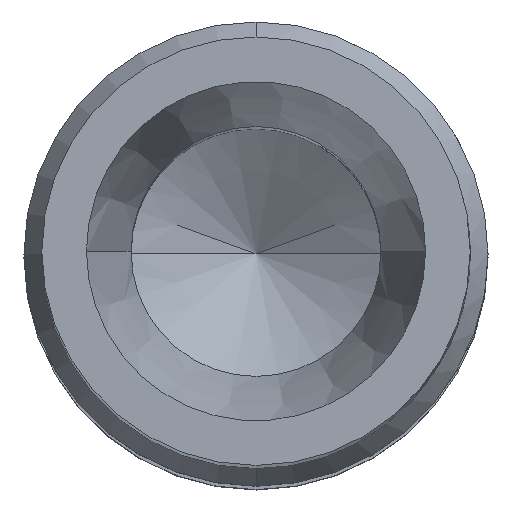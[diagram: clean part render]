
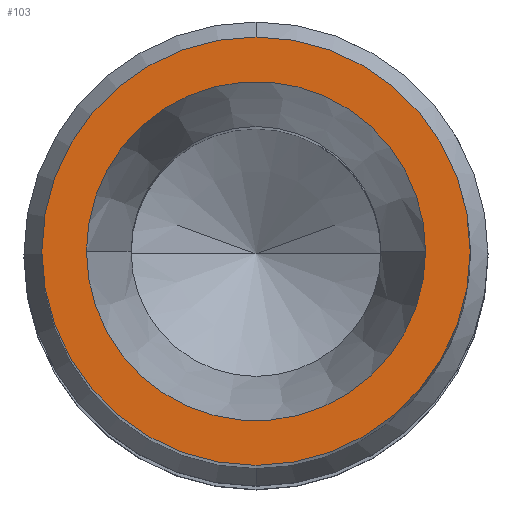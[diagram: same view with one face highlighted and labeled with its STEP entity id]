
A CAD part, top view. The second image highlights one B-rep face of the part: STEP entity #103.
In plain terms, the highlighted planar face has unit normal (0, 0, 1).
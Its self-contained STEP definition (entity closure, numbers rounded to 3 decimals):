
#35=AXIS2_PLACEMENT_3D('Plane Axis2P3D',#32,#33,#34) ;
#39=AXIS2_PLACEMENT_3D('Circle Axis2P3D',#37,#38,$) ;
#48=AXIS2_PLACEMENT_3D('Circle Axis2P3D',#46,#47,$) ;
#32=CARTESIAN_POINT('Axis2P3D Location',(0.65,0.65,19.7)) ;
#37=CARTESIAN_POINT('Axis2P3D Location',(0.65,0.65,19.7)) ;
#41=CARTESIAN_POINT('Vertex',(0.65,1.25,19.7)) ;
#43=CARTESIAN_POINT('Vertex',(0.65,0.05,19.7)) ;
#46=CARTESIAN_POINT('Axis2P3D Location',(0.65,0.65,19.7)) ;
#56=CARTESIAN_POINT('Control Point',(0.175,0.65,19.7)) ;
#57=CARTESIAN_POINT('Control Point',(0.175,0.718,19.7)) ;
#58=CARTESIAN_POINT('Control Point',(0.187,0.785,19.7)) ;
#59=CARTESIAN_POINT('Control Point',(0.211,0.85,19.7)) ;
#60=CARTESIAN_POINT('Control Point',(0.281,0.968,19.7)) ;
#61=CARTESIAN_POINT('Control Point',(0.387,1.054,19.7)) ;
#62=CARTESIAN_POINT('Control Point',(0.448,1.088,19.7)) ;
#63=CARTESIAN_POINT('Control Point',(0.578,1.132,19.7)) ;
#64=CARTESIAN_POINT('Control Point',(0.715,1.128,19.7)) ;
#65=CARTESIAN_POINT('Control Point',(0.782,1.114,19.7)) ;
#66=CARTESIAN_POINT('Control Point',(0.909,1.062,19.7)) ;
#67=CARTESIAN_POINT('Control Point',(1.011,0.97,19.7)) ;
#68=CARTESIAN_POINT('Control Point',(1.053,0.915,19.7)) ;
#69=CARTESIAN_POINT('Control Point',(1.097,0.829,19.7)) ;
#70=CARTESIAN_POINT('Control Point',(1.119,0.735,19.7)) ;
#71=CARTESIAN_POINT('Control Point',(1.123,0.707,19.7)) ;
#72=CARTESIAN_POINT('Control Point',(1.125,0.678,19.7)) ;
#73=CARTESIAN_POINT('Control Point',(1.125,0.65,19.7)) ;
#74=CARTESIAN_POINT('Vertex',(0.175,0.65,19.7)) ;
#76=CARTESIAN_POINT('Vertex',(1.125,0.65,19.7)) ;
#80=CARTESIAN_POINT('Control Point',(1.125,0.65,19.7)) ;
#81=CARTESIAN_POINT('Control Point',(1.125,0.582,19.7)) ;
#82=CARTESIAN_POINT('Control Point',(1.113,0.515,19.7)) ;
#83=CARTESIAN_POINT('Control Point',(1.089,0.45,19.7)) ;
#84=CARTESIAN_POINT('Control Point',(1.019,0.332,19.7)) ;
#85=CARTESIAN_POINT('Control Point',(0.913,0.246,19.7)) ;
#86=CARTESIAN_POINT('Control Point',(0.852,0.212,19.7)) ;
#87=CARTESIAN_POINT('Control Point',(0.722,0.168,19.7)) ;
#88=CARTESIAN_POINT('Control Point',(0.585,0.172,19.7)) ;
#89=CARTESIAN_POINT('Control Point',(0.518,0.186,19.7)) ;
#90=CARTESIAN_POINT('Control Point',(0.391,0.238,19.7)) ;
#91=CARTESIAN_POINT('Control Point',(0.289,0.33,19.7)) ;
#92=CARTESIAN_POINT('Control Point',(0.247,0.385,19.7)) ;
#93=CARTESIAN_POINT('Control Point',(0.203,0.471,19.7)) ;
#94=CARTESIAN_POINT('Control Point',(0.181,0.565,19.7)) ;
#95=CARTESIAN_POINT('Control Point',(0.177,0.593,19.7)) ;
#96=CARTESIAN_POINT('Control Point',(0.175,0.622,19.7)) ;
#97=CARTESIAN_POINT('Control Point',(0.175,0.65,19.7)) ;
#33=DIRECTION('Axis2P3D Direction',(0.,-0.,1.)) ;
#34=DIRECTION('Axis2P3D XDirection',(0.,1.,0.)) ;
#38=DIRECTION('Axis2P3D Direction',(0.,-0.,1.)) ;
#47=DIRECTION('Axis2P3D Direction',(0.,-0.,1.)) ;
#52=ORIENTED_EDGE('',*,*,#45,.T.) ;
#53=ORIENTED_EDGE('',*,*,#50,.T.) ;
#100=ORIENTED_EDGE('',*,*,#78,.T.) ;
#101=ORIENTED_EDGE('',*,*,#98,.T.) ;
#102=FACE_BOUND('',#99,.T.) ;
#103=ADVANCED_FACE('MANIFOLD_SOLID_BREP #32',(#54,#102),#36,.T.) ;
#55=B_SPLINE_CURVE_WITH_KNOTS('',5,(#56,#57,#58,#59,#60,#61,#62,#63,#64,#65,#66,#67,#68,#69,#70,#71,#72,#73),.UNSPECIFIED.,.F.,.U.,(6,3,3,3,3,6),(0.,0.477,0.955,1.432,1.91,2.11),.UNSPECIFIED.) ;
#79=B_SPLINE_CURVE_WITH_KNOTS('',5,(#80,#81,#82,#83,#84,#85,#86,#87,#88,#89,#90,#91,#92,#93,#94,#95,#96,#97),.UNSPECIFIED.,.F.,.U.,(6,3,3,3,3,6),(0.,0.477,0.955,1.432,1.91,2.11),.UNSPECIFIED.) ;
#40=CIRCLE('generated circle',#39,0.6) ;
#49=CIRCLE('generated circle',#48,0.6) ;
#45=EDGE_CURVE('',#42,#44,#40,.T.) ;
#50=EDGE_CURVE('',#44,#42,#49,.T.) ;
#78=EDGE_CURVE('',#75,#77,#55,.T.) ;
#98=EDGE_CURVE('',#77,#75,#79,.T.) ;
#51=EDGE_LOOP('',(#52,#53)) ;
#99=EDGE_LOOP('',(#100,#101)) ;
#54=FACE_OUTER_BOUND('',#51,.T.) ;
#36=PLANE('',#35) ;
#42=VERTEX_POINT('',#41) ;
#44=VERTEX_POINT('',#43) ;
#75=VERTEX_POINT('',#74) ;
#77=VERTEX_POINT('',#76) ;
